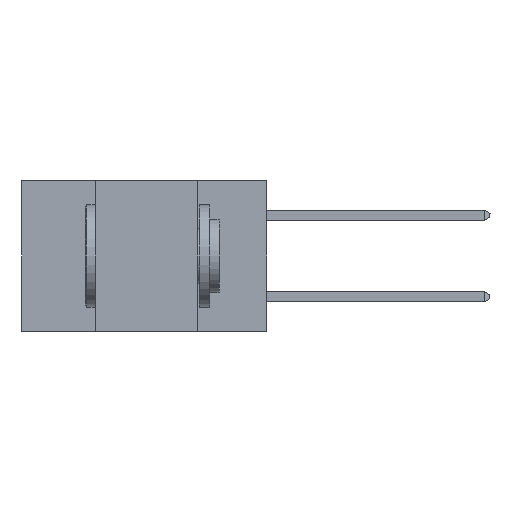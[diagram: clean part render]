
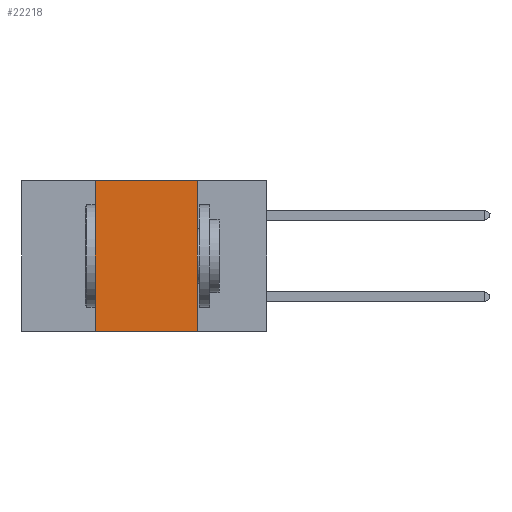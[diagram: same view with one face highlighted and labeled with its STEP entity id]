
A CAD part, left-side view. The second image highlights one B-rep face of the part: STEP entity #22218.
In plain terms, the highlighted planar face has unit normal (-1, 0, 0).
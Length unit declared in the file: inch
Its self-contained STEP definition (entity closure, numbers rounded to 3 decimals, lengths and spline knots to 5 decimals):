
#697 = LINE ( 'NONE', #2606, #3635 ) ;
#1221 = CARTESIAN_POINT ( 'NONE',  ( 0., 0.42, -0.37 ) ) ;
#1941 = PLANE ( 'NONE',  #24431 ) ;
#2052 = CARTESIAN_POINT ( 'NONE',  ( 0., 0.17, 0. ) ) ;
#2191 = DIRECTION ( 'NONE',  ( 1., 0., 0. ) ) ;
#2360 = VERTEX_POINT ( 'NONE', #2052 ) ;
#2606 = CARTESIAN_POINT ( 'NONE',  ( 0., 0.6, 0. ) ) ;
#3635 = VECTOR ( 'NONE', #16309, 39.37008 ) ;
#4941 = EDGE_CURVE ( 'NONE', #7005, #23356, #12195, .T. ) ;
#7005 = VERTEX_POINT ( 'NONE', #1221 ) ;
#7275 = DIRECTION ( 'NONE',  ( 0., 0., -1. ) ) ;
#8855 = CARTESIAN_POINT ( 'NONE',  ( 0., 0.17, 0. ) ) ;
#11148 = EDGE_CURVE ( 'NONE', #7005, #30508, #16005, .T. ) ;
#12046 = EDGE_CURVE ( 'NONE', #23356, #2360, #697, .T. ) ;
#12195 = LINE ( 'NONE', #34895, #17704 ) ;
#12724 = DIRECTION ( 'NONE',  ( 0., -1., 0. ) ) ;
#14442 = VECTOR ( 'NONE', #33417, 39.37008 ) ;
#15369 = EDGE_LOOP ( 'NONE', ( #15692, #17758, #27130, #27779 ) ) ;
#15692 = ORIENTED_EDGE ( 'NONE', *, *, #29506, .F. ) ;
#15785 = CARTESIAN_POINT ( 'NONE',  ( 0., 0.6, -0.37 ) ) ;
#16005 = LINE ( 'NONE', #15785, #22385 ) ;
#16309 = DIRECTION ( 'NONE',  ( 0., -1., 0. ) ) ;
#17420 = LINE ( 'NONE', #8855, #14442 ) ;
#17704 = VECTOR ( 'NONE', #26729, 39.37008 ) ;
#17758 = ORIENTED_EDGE ( 'NONE', *, *, #12046, .F. ) ;
#17883 = CARTESIAN_POINT ( 'NONE',  ( 0., 0.17, -0.37 ) ) ;
#21010 = CARTESIAN_POINT ( 'NONE',  ( 0., 0.42, 0. ) ) ;
#22218 = ADVANCED_FACE ( 'NONE', ( #28748 ), #1941, .F. ) ;
#22385 = VECTOR ( 'NONE', #12724, 39.37008 ) ;
#23356 = VERTEX_POINT ( 'NONE', #21010 ) ;
#24431 = AXIS2_PLACEMENT_3D ( 'NONE', #31600, #2191, #7275 ) ;
#26729 = DIRECTION ( 'NONE',  ( 0., 0., 1. ) ) ;
#27130 = ORIENTED_EDGE ( 'NONE', *, *, #4941, .F. ) ;
#27779 = ORIENTED_EDGE ( 'NONE', *, *, #11148, .T. ) ;
#28748 = FACE_OUTER_BOUND ( 'NONE', #15369, .T. ) ;
#29506 = EDGE_CURVE ( 'NONE', #2360, #30508, #17420, .T. ) ;
#30508 = VERTEX_POINT ( 'NONE', #17883 ) ;
#31600 = CARTESIAN_POINT ( 'NONE',  ( 0., 0.6, 0. ) ) ;
#33417 = DIRECTION ( 'NONE',  ( 0., 0., -1. ) ) ;
#34895 = CARTESIAN_POINT ( 'NONE',  ( 0., 0.42, 0. ) ) ;
